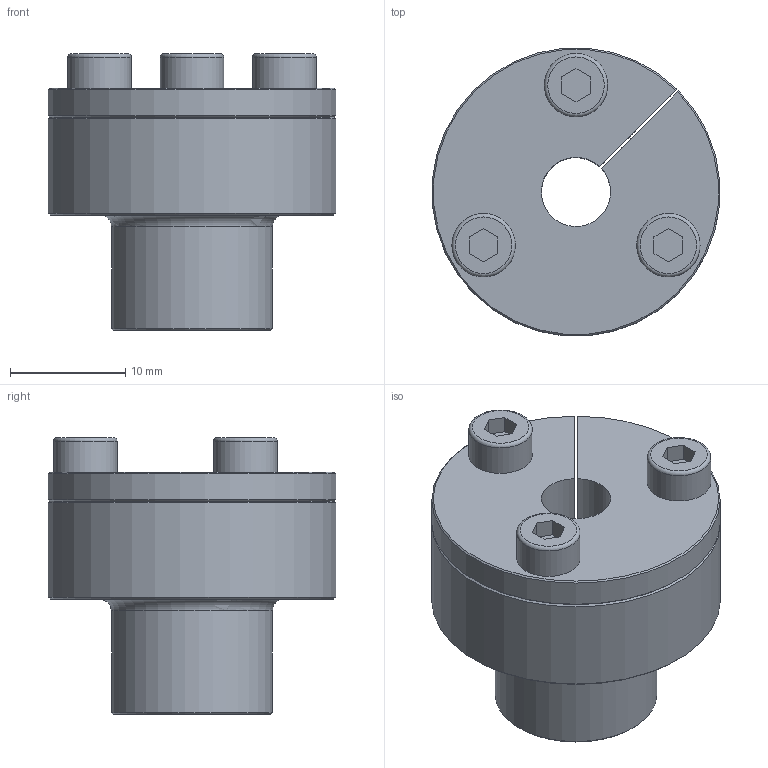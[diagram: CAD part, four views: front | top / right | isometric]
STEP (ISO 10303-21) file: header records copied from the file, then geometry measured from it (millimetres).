
FILE_DESCRIPTION(/* description */ (''),/* implementation_level */ '2;1');
FILE_NAME(/* name */ 'OBC 6x14x21 B.stp',/* time_stamp */ '2018-10-10T05:26:00-08:00',/* author */ ('ASUS'),/* organization */ ('TraceParts S.A.'),/* preprocessor_version */ 'ST-DEVELOPER v16.13',/* originating_system */ 'Autodesk Inventor 2018',/* authorisation */ '');
FILE_SCHEMA (('AUTOMOTIVE_DESIGN { 1 0 10303 214 3 1 1 }'));
Length unit declared in the file: millimetre
Products named in the file (1): locks_cl6x14t
Bounding box: 24.92 x 24.92 x 24 mm (x, y, z)
Volume: 5165.3 mm3; surface area: 4247.4 mm2
Topology: 1 solids, 1 shells, 68 faces, 174 edges, 114 vertices
Faces by surface type: plane 37, cylinder 14, cone 12, torus 5
Full cylindrical faces by diameter (mm): 3 x6, 5.5 x3
Entity records: 2119 total; most frequent: CARTESIAN_POINT 367, DIRECTION 344, ORIENTED_EDGE 312, EDGE_CURVE 156, AXIS2_PLACEMENT_3D 124, VERTEX_POINT 111, EDGE_LOOP 97, LINE 96
